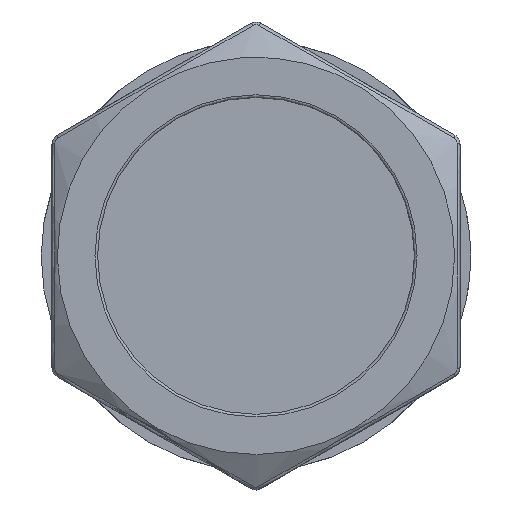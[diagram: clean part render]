
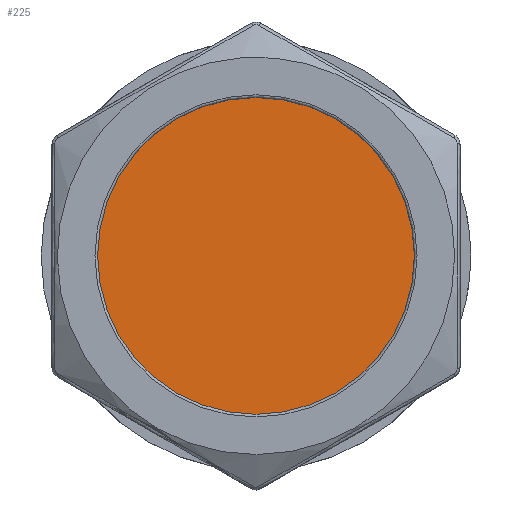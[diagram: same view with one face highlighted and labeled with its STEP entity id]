
A CAD part, top view. The second image highlights one B-rep face of the part: STEP entity #225.
In plain terms, the highlighted planar face has unit normal (0, 0, 1).
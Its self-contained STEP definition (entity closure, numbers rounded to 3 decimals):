
#225 = ADVANCED_FACE( '', ( #480 ), #481, .T. );
#480 = FACE_OUTER_BOUND( '', #1794, .T. );
#481 = PLANE( '', #1795 );
#1794 = EDGE_LOOP( '', ( #2358 ) );
#1795 = AXIS2_PLACEMENT_3D( '', #2359, #2360, #2361 );
#2358 = ORIENTED_EDGE( '', *, *, #2438, .T. );
#2359 = CARTESIAN_POINT( '', ( 0., 0., 20. ) );
#2360 = DIRECTION( '', ( 0., 0., 1. ) );
#2361 = DIRECTION( '', ( 1., 0., 0. ) );
#2438 = EDGE_CURVE( '', #2653, #2653, #2654, .T. );
#2653 = VERTEX_POINT( '', #2962 );
#2654 = CIRCLE( '', #2963, 14.75 );
#2962 = CARTESIAN_POINT( '', ( 14.75, 0., 20. ) );
#2963 = AXIS2_PLACEMENT_3D( '', #3954, #3955, #3956 );
#3954 = CARTESIAN_POINT( '', ( 0., 0., 20. ) );
#3955 = DIRECTION( '', ( 0., 0., 1. ) );
#3956 = DIRECTION( '', ( 1., 0., 0. ) );
